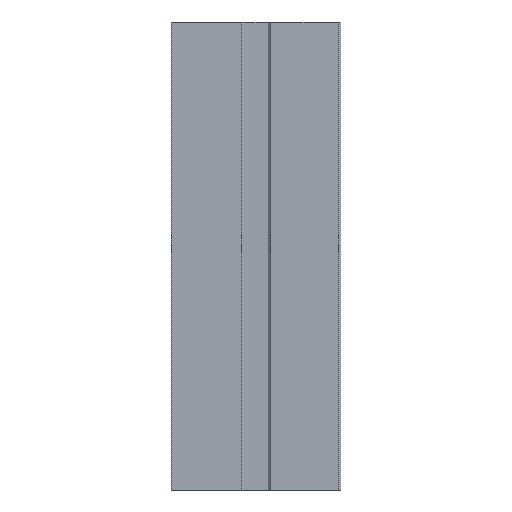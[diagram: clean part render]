
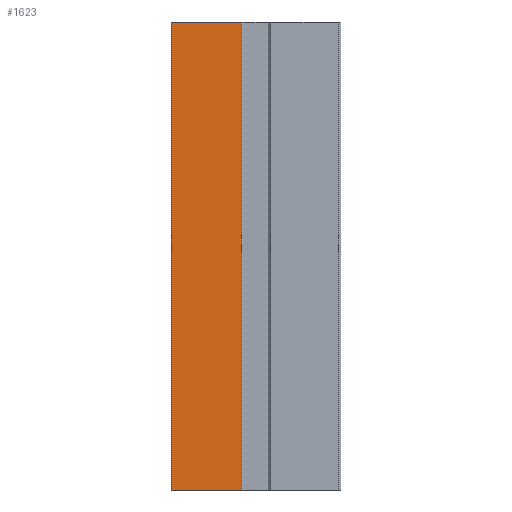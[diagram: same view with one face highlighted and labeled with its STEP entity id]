
A CAD part, front view. The second image highlights one B-rep face of the part: STEP entity #1623.
In plain terms, the highlighted planar face has unit normal (0, -1, 0).
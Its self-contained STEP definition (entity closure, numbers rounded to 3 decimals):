
#99=FACE_OUTER_BOUND('',#180,.T.);
#180=EDGE_LOOP('',(#1028,#1029,#1030,#1031));
#267=LINE('',#2358,#440);
#280=LINE('',#2383,#453);
#281=LINE('',#2386,#454);
#282=LINE('',#2387,#455);
#440=VECTOR('',#1884,10.);
#453=VECTOR('',#1903,10.);
#454=VECTOR('',#1906,10.);
#455=VECTOR('',#1907,10.);
#612=VERTEX_POINT('',#2355);
#613=VERTEX_POINT('',#2357);
#622=VERTEX_POINT('',#2380);
#623=VERTEX_POINT('',#2385);
#771=EDGE_CURVE('',#612,#613,#267,.T.);
#784=EDGE_CURVE('',#622,#613,#280,.T.);
#785=EDGE_CURVE('',#612,#623,#281,.T.);
#786=EDGE_CURVE('',#623,#622,#282,.T.);
#1028=ORIENTED_EDGE('',*,*,#784,.T.);
#1029=ORIENTED_EDGE('',*,*,#771,.F.);
#1030=ORIENTED_EDGE('',*,*,#785,.T.);
#1031=ORIENTED_EDGE('',*,*,#786,.T.);
#1476=PLANE('',#1727);
#1623=ADVANCED_FACE('',(#99),#1476,.F.);
#1727=AXIS2_PLACEMENT_3D('',#2384,#1904,#1905);
#1884=DIRECTION('',(1.,0.,0.));
#1903=DIRECTION('',(0.,0.,1.));
#1904=DIRECTION('center_axis',(0.,1.,0.));
#1905=DIRECTION('ref_axis',(1.,0.,0.));
#1906=DIRECTION('',(0.,0.,-1.));
#1907=DIRECTION('',(1.,0.,0.));
#2355=CARTESIAN_POINT('',(0.,0.,0.));
#2357=CARTESIAN_POINT('',(288.,0.,0.));
#2358=CARTESIAN_POINT('',(0.,0.,0.));
#2380=CARTESIAN_POINT('',(288.,0.,-1920.));
#2383=CARTESIAN_POINT('',(288.,0.,-960.));
#2384=CARTESIAN_POINT('Origin',(0.,0.,
0.));
#2385=CARTESIAN_POINT('',(0.,0.,-1920.));
#2386=CARTESIAN_POINT('',(0.,0.,0.));
#2387=CARTESIAN_POINT('',(0.,0.,-1920.));
